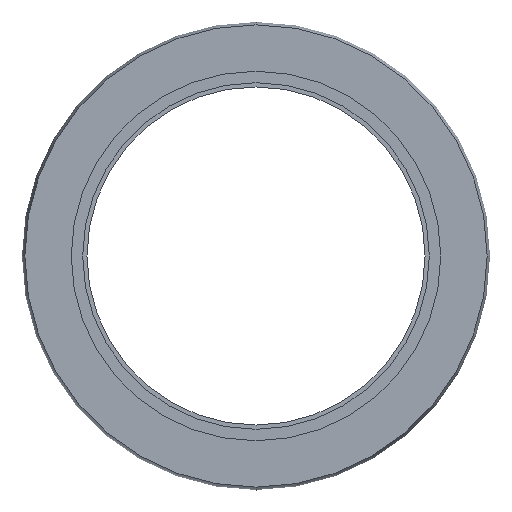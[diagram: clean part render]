
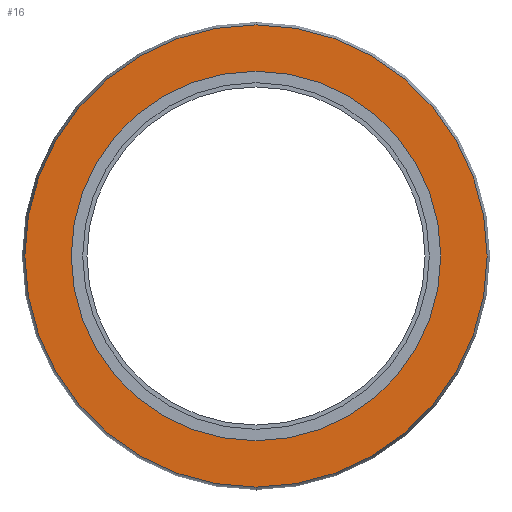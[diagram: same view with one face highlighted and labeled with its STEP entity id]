
A CAD part, front view. The second image highlights one B-rep face of the part: STEP entity #16.
In plain terms, the highlighted planar face has unit normal (0, -1, 0).
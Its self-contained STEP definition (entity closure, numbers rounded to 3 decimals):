
#16 = ADVANCED_FACE ( 'NONE', ( #208, #203 ), #621, .T. ) ;
#54 = ORIENTED_EDGE ( 'NONE', *, *, #471, .T. ) ;
#66 = CARTESIAN_POINT ( 'NONE',  ( 0., -1.905, 0. ) ) ;
#68 = DIRECTION ( 'NONE',  ( 0., -1., 0. ) ) ;
#159 = CIRCLE ( 'NONE', #391, 27.346 ) ;
#162 = CIRCLE ( 'NONE', #393, 21.854 ) ;
#164 = CIRCLE ( 'NONE', #395, 21.854 ) ;
#167 = CIRCLE ( 'NONE', #400, 27.346 ) ;
#169 = CARTESIAN_POINT ( 'NONE',  ( 0., -1.905, 27.346 ) ) ;
#203 = FACE_BOUND ( 'NONE', #418, .T. ) ;
#208 = FACE_OUTER_BOUND ( 'NONE', #260, .T. ) ;
#215 = VERTEX_POINT ( 'NONE', #401 ) ;
#216 = VERTEX_POINT ( 'NONE', #450 ) ;
#256 = VERTEX_POINT ( 'NONE', #455 ) ;
#260 = EDGE_LOOP ( 'NONE', ( #54, #589 ) ) ;
#263 = CARTESIAN_POINT ( 'NONE',  ( 21.854, -1.905, 0. ) ) ;
#322 = DIRECTION ( 'NONE',  ( 0., -1., 0. ) ) ;
#391 = AXIS2_PLACEMENT_3D ( 'NONE', #574, #564, #540 ) ;
#393 = AXIS2_PLACEMENT_3D ( 'NONE', #585, #584, #580 ) ;
#395 = AXIS2_PLACEMENT_3D ( 'NONE', #655, #654, #652 ) ;
#400 = AXIS2_PLACEMENT_3D ( 'NONE', #66, #68, #681 ) ;
#401 = CARTESIAN_POINT ( 'NONE',  ( 0., -1.905, -21.854 ) ) ;
#418 = EDGE_LOOP ( 'NONE', ( #622, #573 ) ) ;
#446 = AXIS2_PLACEMENT_3D ( 'NONE', #263, #322, #593 ) ;
#450 = CARTESIAN_POINT ( 'NONE',  ( 0., -1.905, 21.854 ) ) ;
#455 = CARTESIAN_POINT ( 'NONE',  ( 0., -1.905, -27.346 ) ) ;
#471 = EDGE_CURVE ( 'NONE', #256, #586, #167, .T. ) ;
#481 = EDGE_CURVE ( 'NONE', #215, #216, #164, .T. ) ;
#487 = EDGE_CURVE ( 'NONE', #216, #215, #162, .T. ) ;
#493 = EDGE_CURVE ( 'NONE', #586, #256, #159, .T. ) ;
#540 = DIRECTION ( 'NONE',  ( 0., 0., -1. ) ) ;
#564 = DIRECTION ( 'NONE',  ( 0., -1., 0. ) ) ;
#573 = ORIENTED_EDGE ( 'NONE', *, *, #487, .F. ) ;
#574 = CARTESIAN_POINT ( 'NONE',  ( 0., -1.905, 0. ) ) ;
#580 = DIRECTION ( 'NONE',  ( 0., 0., -1. ) ) ;
#584 = DIRECTION ( 'NONE',  ( 0., -1., 0. ) ) ;
#585 = CARTESIAN_POINT ( 'NONE',  ( 0., -1.905, 0. ) ) ;
#586 = VERTEX_POINT ( 'NONE', #169 ) ;
#589 = ORIENTED_EDGE ( 'NONE', *, *, #493, .T. ) ;
#593 = DIRECTION ( 'NONE',  ( 0., 0., -1. ) ) ;
#621 = PLANE ( 'NONE',  #446 ) ;
#622 = ORIENTED_EDGE ( 'NONE', *, *, #481, .F. ) ;
#652 = DIRECTION ( 'NONE',  ( 0., 0., -1. ) ) ;
#654 = DIRECTION ( 'NONE',  ( 0., -1., 0. ) ) ;
#655 = CARTESIAN_POINT ( 'NONE',  ( 0., -1.905, 0. ) ) ;
#681 = DIRECTION ( 'NONE',  ( 0., 0., -1. ) ) ;
